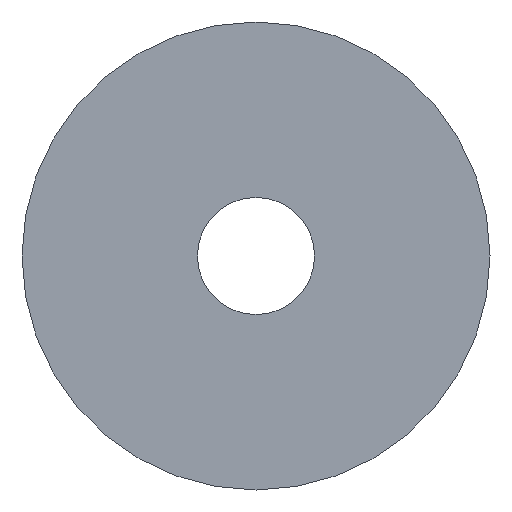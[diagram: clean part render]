
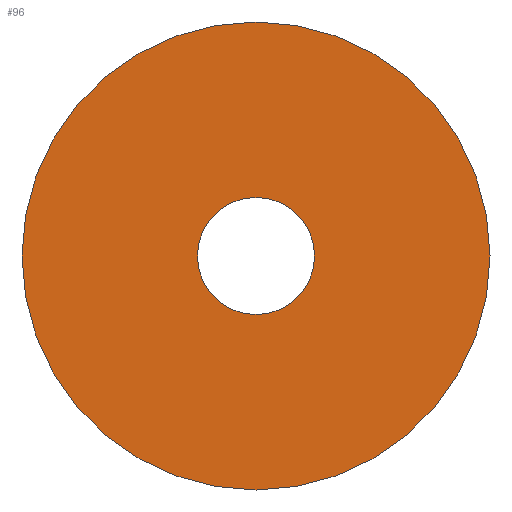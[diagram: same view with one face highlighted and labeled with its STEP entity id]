
A CAD part, front view. The second image highlights one B-rep face of the part: STEP entity #96.
In plain terms, the highlighted planar face has unit normal (0, -1, 0).
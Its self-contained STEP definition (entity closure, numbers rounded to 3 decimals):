
#29 = EDGE_CURVE ( 'NONE', #30, #68, #155, .T. ) ;
#30 = VERTEX_POINT ( 'NONE', #150 ) ;
#35 = VERTEX_POINT ( 'NONE', #148 ) ;
#36 = EDGE_CURVE ( 'NONE', #35, #39, #289, .T. ) ;
#39 = VERTEX_POINT ( 'NONE', #257 ) ;
#68 = VERTEX_POINT ( 'NONE', #136 ) ;
#96 = ADVANCED_FACE ( 'NONE', ( #199, #198 ), #193, .F. ) ;
#97 = ORIENTED_EDGE ( 'NONE', *, *, #98, .F. ) ;
#98 = EDGE_CURVE ( 'NONE', #39, #35, #188, .T. ) ;
#99 = EDGE_LOOP ( 'NONE', ( #103, #104 ) ) ;
#101 = EDGE_CURVE ( 'NONE', #68, #30, #182, .T. ) ;
#102 = ORIENTED_EDGE ( 'NONE', *, *, #36, .F. ) ;
#103 = ORIENTED_EDGE ( 'NONE', *, *, #101, .T. ) ;
#104 = ORIENTED_EDGE ( 'NONE', *, *, #29, .T. ) ;
#113 = EDGE_LOOP ( 'NONE', ( #97, #102 ) ) ;
#136 = CARTESIAN_POINT ( 'NONE',  ( 0., -9., 1.5 ) ) ;
#146 = CARTESIAN_POINT ( 'NONE',  ( 0., -9., 0. ) ) ;
#148 = CARTESIAN_POINT ( 'NONE',  ( 0., -9., 6. ) ) ;
#150 = CARTESIAN_POINT ( 'NONE',  ( 0., -9., -1.5 ) ) ;
#151 = DIRECTION ( 'NONE',  ( 0., 0., 1. ) ) ;
#152 = DIRECTION ( 'NONE',  ( 0., 1., 0. ) ) ;
#153 = CARTESIAN_POINT ( 'NONE',  ( 0., -9., 0. ) ) ;
#154 = AXIS2_PLACEMENT_3D ( 'NONE', #153, #152, #151 ) ;
#155 = CIRCLE ( 'NONE', #154, 1.5 ) ;
#178 = DIRECTION ( 'NONE',  ( 0., 0., 1. ) ) ;
#179 = DIRECTION ( 'NONE',  ( 0., 1., 0. ) ) ;
#180 = CARTESIAN_POINT ( 'NONE',  ( 0., -9., 0. ) ) ;
#181 = AXIS2_PLACEMENT_3D ( 'NONE', #180, #179, #178 ) ;
#182 = CIRCLE ( 'NONE', #181, 1.5 ) ;
#184 = DIRECTION ( 'NONE',  ( 0., 0., 1. ) ) ;
#185 = DIRECTION ( 'NONE',  ( 0., 1., 0. ) ) ;
#186 = CARTESIAN_POINT ( 'NONE',  ( 0., -9., 0. ) ) ;
#187 = AXIS2_PLACEMENT_3D ( 'NONE', #186, #185, #184 ) ;
#188 = CIRCLE ( 'NONE', #187, 6. ) ;
#189 = DIRECTION ( 'NONE',  ( 0., 0., 1. ) ) ;
#190 = DIRECTION ( 'NONE',  ( 0., 1., 0. ) ) ;
#191 = CARTESIAN_POINT ( 'NONE',  ( 1.5, -9., 0. ) ) ;
#192 = AXIS2_PLACEMENT_3D ( 'NONE', #191, #190, #189 ) ;
#193 = PLANE ( 'NONE',  #192 ) ;
#198 = FACE_BOUND ( 'NONE', #99, .T. ) ;
#199 = FACE_OUTER_BOUND ( 'NONE', #113, .T. ) ;
#257 = CARTESIAN_POINT ( 'NONE',  ( 0., -9., -6. ) ) ;
#286 = DIRECTION ( 'NONE',  ( 0., 0., 1. ) ) ;
#287 = DIRECTION ( 'NONE',  ( 0., 1., 0. ) ) ;
#288 = AXIS2_PLACEMENT_3D ( 'NONE', #146, #287, #286 ) ;
#289 = CIRCLE ( 'NONE', #288, 6. ) ;
